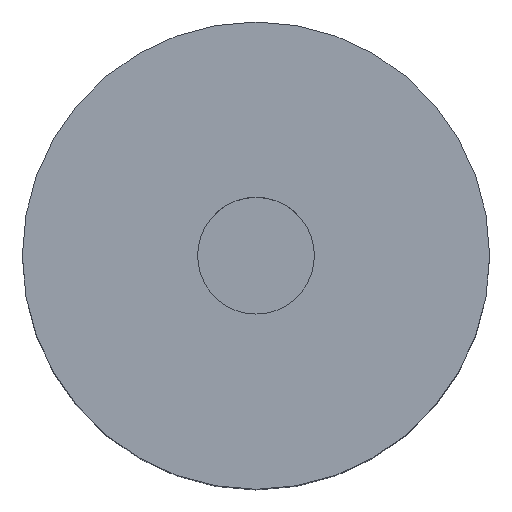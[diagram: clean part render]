
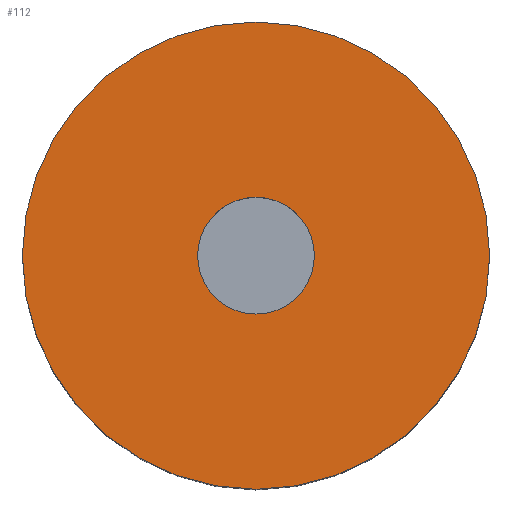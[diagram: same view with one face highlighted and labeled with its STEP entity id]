
A CAD part, top view. The second image highlights one B-rep face of the part: STEP entity #112.
In plain terms, the highlighted planar face has unit normal (0, 0, 1).
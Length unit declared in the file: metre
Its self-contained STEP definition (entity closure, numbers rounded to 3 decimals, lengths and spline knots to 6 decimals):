
#21=PLANE('',#194);
#30=ORIENTED_EDGE('',*,*,#42,.T.);
#31=ORIENTED_EDGE('',*,*,#45,.F.);
#42=EDGE_CURVE('',#50,#50,#58,.T.);
#45=EDGE_CURVE('',#53,#53,#61,.T.);
#50=VERTEX_POINT('',#246);
#53=VERTEX_POINT('',#254);
#58=CIRCLE('',#190,0.006);
#61=CIRCLE('',#195,0.0015);
#70=EDGE_LOOP('',(#30));
#71=EDGE_LOOP('',(#31));
#86=FACE_BOUND('',#70,.T.);
#87=FACE_BOUND('',#71,.T.);
#112=ADVANCED_FACE('',(#86,#87),#21,.T.);
#190=AXIS2_PLACEMENT_3D('',#245,#211,#212);
#194=AXIS2_PLACEMENT_3D('',#252,#219,#220);
#195=AXIS2_PLACEMENT_3D('',#253,#221,#222);
#211=DIRECTION('',(0.,0.,1.));
#212=DIRECTION('',(1.,0.,0.));
#219=DIRECTION('',(0.,0.,1.));
#220=DIRECTION('',(1.,0.,0.));
#221=DIRECTION('',(0.,0.,1.));
#222=DIRECTION('',(1.,0.,0.));
#245=CARTESIAN_POINT('',(0.,0.,0.01));
#246=CARTESIAN_POINT('',(0.006,0.,0.01));
#252=CARTESIAN_POINT('',(0.,0.,0.01));
#253=CARTESIAN_POINT('',(0.,0.,0.01));
#254=CARTESIAN_POINT('',(0.0015,0.,0.01));
